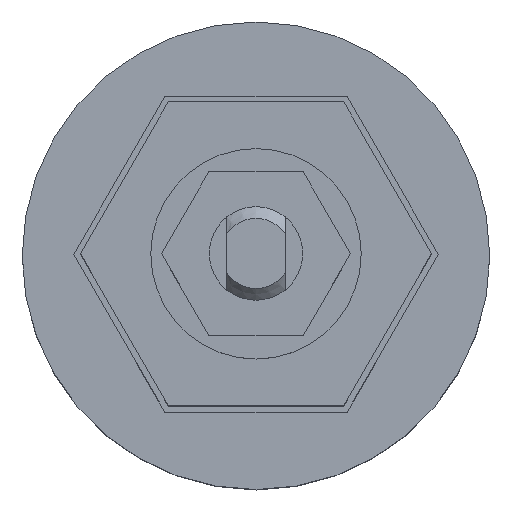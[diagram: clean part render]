
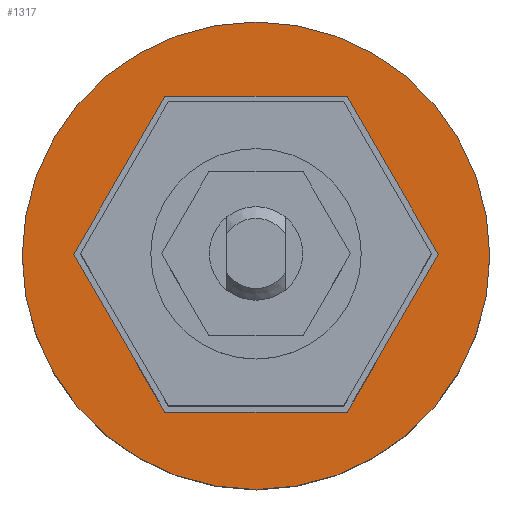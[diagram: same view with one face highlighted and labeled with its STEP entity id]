
A CAD part, top view. The second image highlights one B-rep face of the part: STEP entity #1317.
In plain terms, the highlighted planar face has unit normal (0, 0, 1).
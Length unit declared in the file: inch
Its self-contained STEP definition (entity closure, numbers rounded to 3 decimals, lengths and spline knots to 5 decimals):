
#429=CARTESIAN_POINT('',(1.25,0.,-6.25));
#430=VERTEX_POINT('',#429);
#446=CARTESIAN_POINT('',(-1.25,0.,-6.25));
#447=VERTEX_POINT('',#446);
#454=CARTESIAN_POINT('',(0.,0.,-6.25));
#455=DIRECTION('',(0.0,0.0,1.0));
#456=DIRECTION('',(1.0,0.0,0.0));
#457=AXIS2_PLACEMENT_3D('',#454,#455,#456);
#458=CIRCLE('',#457,1.25);
#459=EDGE_CURVE('',#430,#447,#458,.T.);
#513=CARTESIAN_POINT('',(-0.5,0.,-6.25));
#514=VERTEX_POINT('',#513);
#530=CARTESIAN_POINT('',(0.5,0.,-6.25));
#531=VERTEX_POINT('',#530);
#538=CARTESIAN_POINT('',(0.0,0.,-6.25));
#539=DIRECTION('',(0.0,0.0,-1.0));
#540=DIRECTION('',(-1.0,0.0,0.0));
#541=AXIS2_PLACEMENT_3D('',#538,#539,#540);
#542=CIRCLE('',#541,0.5);
#543=EDGE_CURVE('',#514,#531,#542,.T.);
#1216=CARTESIAN_POINT('',(0.0,0.,-6.25));
#1217=DIRECTION('',(0.0,0.0,-1.0));
#1218=DIRECTION('',(-1.0,0.0,0.0));
#1219=AXIS2_PLACEMENT_3D('',#1216,#1217,#1218);
#1220=CIRCLE('',#1219,0.5);
#1221=EDGE_CURVE('',#531,#514,#1220,.T.);
#1272=CARTESIAN_POINT('',(0.,0.,-6.25));
#1273=DIRECTION('',(0.0,0.0,1.0));
#1274=DIRECTION('',(1.0,0.0,0.0));
#1275=AXIS2_PLACEMENT_3D('',#1272,#1273,#1274);
#1276=CIRCLE('',#1275,1.25);
#1277=EDGE_CURVE('',#447,#430,#1276,.T.);
#1304=CARTESIAN_POINT('',(0.,0.,-6.25));
#1305=DIRECTION('',(0.0,0.0,1.0));
#1306=DIRECTION('',(1.0,0.0,0.0));
#1307=AXIS2_PLACEMENT_3D('',#1304,#1305,#1306);
#1308=PLANE('',#1307);
#1309=ORIENTED_EDGE('',*,*,#459,.T.);
#1310=ORIENTED_EDGE('',*,*,#1277,.T.);
#1311=EDGE_LOOP('',(#1309,#1310));
#1312=FACE_OUTER_BOUND('',#1311,.T.);
#1313=ORIENTED_EDGE('',*,*,#1221,.T.);
#1314=ORIENTED_EDGE('',*,*,#543,.T.);
#1315=EDGE_LOOP('',(#1313,#1314));
#1316=FACE_BOUND('',#1315,.T.);
#1317=ADVANCED_FACE('',(#1312,#1316),#1308,.T.);
